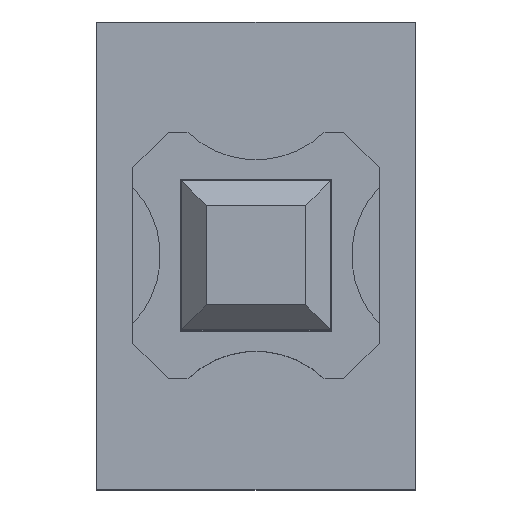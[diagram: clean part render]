
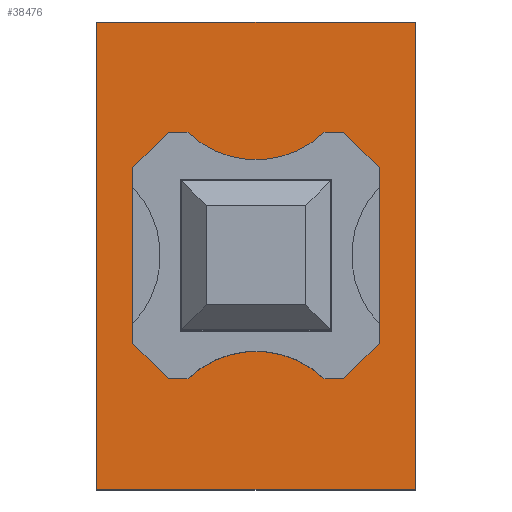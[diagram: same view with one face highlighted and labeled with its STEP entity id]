
A CAD part, top view. The second image highlights one B-rep face of the part: STEP entity #38476.
In plain terms, the highlighted planar face has unit normal (0, 0, 1).
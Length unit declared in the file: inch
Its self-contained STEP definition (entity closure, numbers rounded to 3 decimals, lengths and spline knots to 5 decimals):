
#23726=CARTESIAN_POINT('',(0.25197,0.37008,0.57087));
#23727=VERTEX_POINT('',#23726);
#23734=CARTESIAN_POINT('',(0.25197,-0.37008,0.57087));
#23735=VERTEX_POINT('',#23734);
#23736=CARTESIAN_POINT('',(0.25197,0.37008,0.57087));
#23737=DIRECTION('',(0.0,-1.0,0.0));
#23738=VECTOR('',#23737,0.74016);
#23739=LINE('',#23736,#23738);
#23740=EDGE_CURVE('',#23727,#23735,#23739,.T.);
#36711=CARTESIAN_POINT('',(-0.25197,-0.37008,0.57087));
#36712=VERTEX_POINT('',#36711);
#36719=CARTESIAN_POINT('',(-0.25197,0.37008,0.57087));
#36720=VERTEX_POINT('',#36719);
#36721=CARTESIAN_POINT('',(-0.25197,-0.37008,0.57087));
#36722=DIRECTION('',(0.0,1.0,0.0));
#36723=VECTOR('',#36722,0.74016);
#36724=LINE('',#36721,#36723);
#36725=EDGE_CURVE('',#36712,#36720,#36724,.T.);
#38106=CARTESIAN_POINT('',(0.10769,0.19488,0.57087));
#38107=VERTEX_POINT('',#38106);
#38108=CARTESIAN_POINT('',(-0.10769,0.19488,0.57087));
#38109=VERTEX_POINT('',#38108);
#38110=CARTESIAN_POINT('',(0.0,0.30712,0.57087));
#38111=DIRECTION('',(0.0,0.0,-1.0));
#38112=DIRECTION('',(-0.692,-0.722,0.0));
#38113=AXIS2_PLACEMENT_3D('',#38110,#38111,#38112);
#38114=CIRCLE('',#38113,0.15554);
#38115=EDGE_CURVE('',#38107,#38109,#38114,.T.);
#38138=CARTESIAN_POINT('',(-0.10769,-0.19488,0.57087));
#38139=VERTEX_POINT('',#38138);
#38140=CARTESIAN_POINT('',(0.10769,-0.19488,0.57087));
#38141=VERTEX_POINT('',#38140);
#38142=CARTESIAN_POINT('',(0.0,-0.30712,0.57087));
#38143=DIRECTION('',(0.0,0.0,-1.0));
#38144=DIRECTION('',(-0.692,-0.722,0.0));
#38145=AXIS2_PLACEMENT_3D('',#38142,#38143,#38144);
#38146=CIRCLE('',#38145,0.15554);
#38147=EDGE_CURVE('',#38139,#38141,#38146,.T.);
#38171=CARTESIAN_POINT('',(-0.13918,0.19488,0.57087));
#38172=VERTEX_POINT('',#38171);
#38173=CARTESIAN_POINT('',(-0.13918,0.19488,0.57087));
#38174=DIRECTION('',(1.0,0.0,0.0));
#38175=VECTOR('',#38174,0.0315);
#38176=LINE('',#38173,#38175);
#38177=EDGE_CURVE('',#38172,#38109,#38176,.T.);
#38195=CARTESIAN_POINT('',(0.13918,-0.19488,0.57087));
#38196=VERTEX_POINT('',#38195);
#38197=CARTESIAN_POINT('',(0.13918,-0.19488,0.57087));
#38198=DIRECTION('',(-1.0,0.0,0.0));
#38199=VECTOR('',#38198,0.0315);
#38200=LINE('',#38197,#38199);
#38201=EDGE_CURVE('',#38196,#38141,#38200,.T.);
#38220=CARTESIAN_POINT('',(-0.13918,-0.19488,0.57087));
#38221=VERTEX_POINT('',#38220);
#38228=CARTESIAN_POINT('',(-0.10769,-0.19488,0.57087));
#38229=DIRECTION('',(-1.0,0.0,0.0));
#38230=VECTOR('',#38229,0.0315);
#38231=LINE('',#38228,#38230);
#38232=EDGE_CURVE('',#38139,#38221,#38231,.T.);
#38286=CARTESIAN_POINT('',(0.19488,-0.13918,0.57087));
#38287=VERTEX_POINT('',#38286);
#38294=CARTESIAN_POINT('',(0.19488,0.13918,0.57087));
#38295=VERTEX_POINT('',#38294);
#38296=CARTESIAN_POINT('',(0.19488,0.13918,0.57087));
#38297=DIRECTION('',(0.0,-1.0,0.0));
#38298=VECTOR('',#38297,0.27837);
#38299=LINE('',#38296,#38298);
#38300=EDGE_CURVE('',#38295,#38287,#38299,.T.);
#38321=CARTESIAN_POINT('',(0.19488,-0.13918,0.57087));
#38322=DIRECTION('',(-0.707,-0.707,0.0));
#38323=VECTOR('',#38322,0.07877);
#38324=LINE('',#38321,#38323);
#38325=EDGE_CURVE('',#38287,#38196,#38324,.T.);
#38337=CARTESIAN_POINT('',(-0.19488,-0.13918,0.57087));
#38338=VERTEX_POINT('',#38337);
#38345=CARTESIAN_POINT('',(-0.13918,-0.19488,0.57087));
#38346=DIRECTION('',(-0.707,0.707,0.0));
#38347=VECTOR('',#38346,0.07877);
#38348=LINE('',#38345,#38347);
#38349=EDGE_CURVE('',#38221,#38338,#38348,.T.);
#38362=CARTESIAN_POINT('',(-0.19488,0.13918,0.57087));
#38363=VERTEX_POINT('',#38362);
#38370=CARTESIAN_POINT('',(-0.19488,-0.13918,0.57087));
#38371=DIRECTION('',(0.0,1.0,0.0));
#38372=VECTOR('',#38371,0.27837);
#38373=LINE('',#38370,#38372);
#38374=EDGE_CURVE('',#38338,#38363,#38373,.T.);
#38390=CARTESIAN_POINT('',(-0.19488,0.13918,0.57087));
#38391=DIRECTION('',(0.707,0.707,0.0));
#38392=VECTOR('',#38391,0.07877);
#38393=LINE('',#38390,#38392);
#38394=EDGE_CURVE('',#38363,#38172,#38393,.T.);
#38407=CARTESIAN_POINT('',(0.13918,0.19488,0.57087));
#38408=VERTEX_POINT('',#38407);
#38415=CARTESIAN_POINT('',(0.10769,0.19488,0.57087));
#38416=DIRECTION('',(1.0,0.0,0.0));
#38417=VECTOR('',#38416,0.0315);
#38418=LINE('',#38415,#38417);
#38419=EDGE_CURVE('',#38107,#38408,#38418,.T.);
#38431=CARTESIAN_POINT('',(0.13918,0.19488,0.57087));
#38432=DIRECTION('',(0.707,-0.707,0.0));
#38433=VECTOR('',#38432,0.07877);
#38434=LINE('',#38431,#38433);
#38435=EDGE_CURVE('',#38408,#38295,#38434,.T.);
#38441=CARTESIAN_POINT('',(-0.27717,0.40709,0.57087));
#38442=DIRECTION('',(0.0,0.0,1.0));
#38443=DIRECTION('',(1.0,0.0,0.0));
#38444=AXIS2_PLACEMENT_3D('',#38441,#38442,#38443);
#38445=PLANE('',#38444);
#38446=CARTESIAN_POINT('',(0.25197,-0.37008,0.57087));
#38447=DIRECTION('',(-1.0,0.0,0.0));
#38448=VECTOR('',#38447,0.50394);
#38449=LINE('',#38446,#38448);
#38450=EDGE_CURVE('',#23735,#36712,#38449,.T.);
#38451=ORIENTED_EDGE('',*,*,#38450,.F.);
#38452=ORIENTED_EDGE('',*,*,#23740,.F.);
#38453=CARTESIAN_POINT('',(-0.25197,0.37008,0.57087));
#38454=DIRECTION('',(1.0,0.0,0.0));
#38455=VECTOR('',#38454,0.50394);
#38456=LINE('',#38453,#38455);
#38457=EDGE_CURVE('',#36720,#23727,#38456,.T.);
#38458=ORIENTED_EDGE('',*,*,#38457,.F.);
#38459=ORIENTED_EDGE('',*,*,#36725,.F.);
#38460=EDGE_LOOP('',(#38451,#38452,#38458,#38459));
#38461=FACE_OUTER_BOUND('',#38460,.T.);
#38462=ORIENTED_EDGE('',*,*,#38300,.T.);
#38463=ORIENTED_EDGE('',*,*,#38325,.T.);
#38464=ORIENTED_EDGE('',*,*,#38201,.T.);
#38465=ORIENTED_EDGE('',*,*,#38147,.F.);
#38466=ORIENTED_EDGE('',*,*,#38232,.T.);
#38467=ORIENTED_EDGE('',*,*,#38349,.T.);
#38468=ORIENTED_EDGE('',*,*,#38374,.T.);
#38469=ORIENTED_EDGE('',*,*,#38394,.T.);
#38470=ORIENTED_EDGE('',*,*,#38177,.T.);
#38471=ORIENTED_EDGE('',*,*,#38115,.F.);
#38472=ORIENTED_EDGE('',*,*,#38419,.T.);
#38473=ORIENTED_EDGE('',*,*,#38435,.T.);
#38474=EDGE_LOOP('',(#38462,#38463,#38464,#38465,#38466,#38467,#38468,#38469,#38470,#38471,#38472,#38473));
#38475=FACE_BOUND('',#38474,.T.);
#38476=ADVANCED_FACE('',(#38461,#38475),#38445,.T.);
